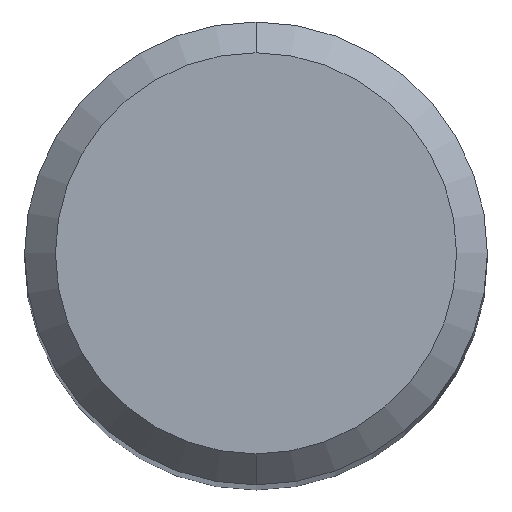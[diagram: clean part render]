
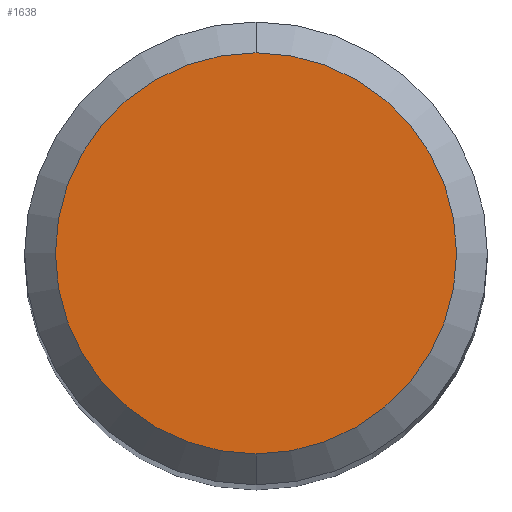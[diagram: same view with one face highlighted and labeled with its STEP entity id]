
A CAD part, top view. The second image highlights one B-rep face of the part: STEP entity #1638.
In plain terms, the highlighted planar face has unit normal (0, 0, 1).
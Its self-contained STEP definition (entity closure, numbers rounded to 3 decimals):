
#776=EDGE_CURVE('',#1410,#954,#2216,.T.);
#954=VERTEX_POINT('',#2411);
#972=EDGE_CURVE('',#954,#1410,#2429,.T.);
#1410=VERTEX_POINT('',#2904);
#1638=ADVANCED_FACE('',(#3150),#3151,.T.);
#2216=CIRCLE('',#4102,2.6);
#2411=CARTESIAN_POINT('',(0.,-2.6,0.0));
#2429=CIRCLE('',#5556,2.6);
#2904=CARTESIAN_POINT('',(0.0,2.6,0.0));
#3150=FACE_OUTER_BOUND('',#11802,.T.);
#3151=PLANE('',#11803);
#4102=AXIS2_PLACEMENT_3D('',#16546,#16547,#16548);
#5556=AXIS2_PLACEMENT_3D('',#16790,#16791,#16792);
#11802=EDGE_LOOP('',(#17548,#17549));
#11803=AXIS2_PLACEMENT_3D('',#17550,#17551,#17552);
#16546=CARTESIAN_POINT('',(0.0,0.0,0.0));
#16547=DIRECTION('',(0.0,0.0,-1.0));
#16548=DIRECTION('',(0.0,1.0,0.0));
#16790=CARTESIAN_POINT('',(0.0,0.0,0.0));
#16791=DIRECTION('',(0.0,0.0,-1.0));
#16792=DIRECTION('',(0.0,1.0,0.0));
#17548=ORIENTED_EDGE('',*,*,#776,.F.);
#17549=ORIENTED_EDGE('',*,*,#972,.F.);
#17550=CARTESIAN_POINT('',(0.0,1.3,0.0));
#17551=DIRECTION('',(-0.0,0.0,1.0));
#17552=DIRECTION('',(0.0,-1.0,0.0));
